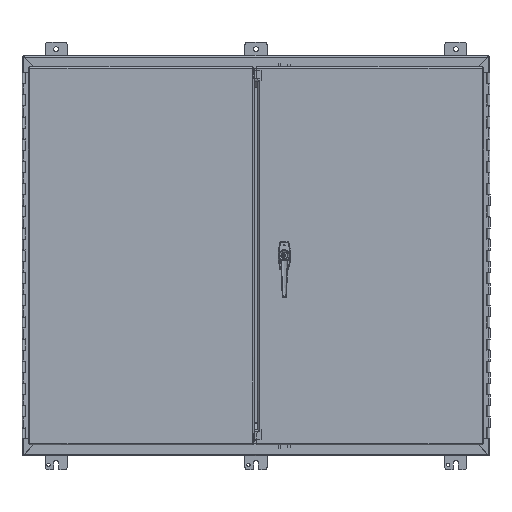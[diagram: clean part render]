
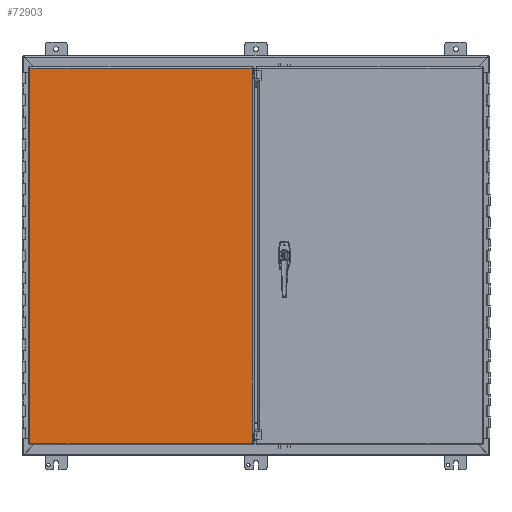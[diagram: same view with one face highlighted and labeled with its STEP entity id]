
A CAD part, top view. The second image highlights one B-rep face of the part: STEP entity #72903.
In plain terms, the highlighted face is planar.
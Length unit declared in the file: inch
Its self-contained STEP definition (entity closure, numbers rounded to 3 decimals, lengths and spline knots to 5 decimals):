
#72585=CARTESIAN_POINT('',(10.0625,-16.06255,0.));
#72586=VERTEX_POINT('',#72585);
#72663=CARTESIAN_POINT('',(10.0625,16.06255,0.));
#72664=VERTEX_POINT('',#72663);
#72665=CARTESIAN_POINT('',(10.0625,16.06255,0.));
#72666=DIRECTION('',(0.0,-1.0,0.0));
#72667=VECTOR('',#72666,32.1251);
#72668=LINE('',#72665,#72667);
#72669=EDGE_CURVE('',#72664,#72586,#72668,.T.);
#72743=CARTESIAN_POINT('',(10.0623,16.06255,0.));
#72744=VERTEX_POINT('',#72743);
#72745=CARTESIAN_POINT('',(10.0623,16.06255,0.));
#72746=DIRECTION('',(1.0,0.0,0.0));
#72747=VECTOR('',#72746,0.0002);
#72748=LINE('',#72745,#72747);
#72749=EDGE_CURVE('',#72744,#72664,#72748,.T.);
#72773=CARTESIAN_POINT('',(10.09375,16.06275,0.));
#72774=VERTEX_POINT('',#72773);
#72775=CARTESIAN_POINT('',(10.0623,16.06275,0.));
#72776=VERTEX_POINT('',#72775);
#72777=CARTESIAN_POINT('',(10.09375,16.06275,0.));
#72778=DIRECTION('',(-1.0,0.0,0.0));
#72779=VECTOR('',#72778,0.03145);
#72780=LINE('',#72777,#72779);
#72781=EDGE_CURVE('',#72774,#72776,#72780,.T.);
#72813=CARTESIAN_POINT('',(10.0623,16.06275,0.));
#72814=DIRECTION('',(0.0,-1.0,0.0));
#72815=VECTOR('',#72814,0.0002);
#72816=LINE('',#72813,#72815);
#72817=EDGE_CURVE('',#72776,#72744,#72816,.T.);
#72830=CARTESIAN_POINT('',(0.0,0.0,0.));
#72831=DIRECTION('',(0.0,0.0,1.0));
#72832=DIRECTION('',(1.0,0.0,0.0));
#72833=AXIS2_PLACEMENT_3D('',#72830,#72831,#72832);
#72834=PLANE('',#72833);
#72835=ORIENTED_EDGE('',*,*,#72781,.T.);
#72836=ORIENTED_EDGE('',*,*,#72817,.T.);
#72837=ORIENTED_EDGE('',*,*,#72749,.T.);
#72838=ORIENTED_EDGE('',*,*,#72669,.T.);
#72839=CARTESIAN_POINT('',(10.0623,-16.06255,0.));
#72840=VERTEX_POINT('',#72839);
#72841=CARTESIAN_POINT('',(10.0625,-16.06255,0.));
#72842=DIRECTION('',(-1.0,0.0,0.0));
#72843=VECTOR('',#72842,0.0002);
#72844=LINE('',#72841,#72843);
#72845=EDGE_CURVE('',#72586,#72840,#72844,.T.);
#72846=ORIENTED_EDGE('',*,*,#72845,.T.);
#72847=CARTESIAN_POINT('',(10.0623,-16.06275,0.));
#72848=VERTEX_POINT('',#72847);
#72849=CARTESIAN_POINT('',(10.0623,-16.06255,0.));
#72850=DIRECTION('',(0.0,-1.0,0.0));
#72851=VECTOR('',#72850,0.0002);
#72852=LINE('',#72849,#72851);
#72853=EDGE_CURVE('',#72840,#72848,#72852,.T.);
#72854=ORIENTED_EDGE('',*,*,#72853,.T.);
#72855=CARTESIAN_POINT('',(10.09375,-16.06275,0.));
#72856=VERTEX_POINT('',#72855);
#72857=CARTESIAN_POINT('',(10.0623,-16.06275,0.));
#72858=DIRECTION('',(1.0,0.0,0.0));
#72859=VECTOR('',#72858,0.03145);
#72860=LINE('',#72857,#72859);
#72861=EDGE_CURVE('',#72848,#72856,#72860,.T.);
#72862=ORIENTED_EDGE('',*,*,#72861,.T.);
#72863=CARTESIAN_POINT('',(10.09375,-16.9063,0.));
#72864=VERTEX_POINT('',#72863);
#72865=CARTESIAN_POINT('',(10.09375,-16.06275,0.));
#72866=DIRECTION('',(0.0,-1.0,0.0));
#72867=VECTOR('',#72866,0.84355);
#72868=LINE('',#72865,#72867);
#72869=EDGE_CURVE('',#72856,#72864,#72868,.T.);
#72870=ORIENTED_EDGE('',*,*,#72869,.T.);
#72871=CARTESIAN_POINT('',(-9.9688,-16.9063,0.));
#72872=VERTEX_POINT('',#72871);
#72873=CARTESIAN_POINT('',(10.09375,-16.9063,0.));
#72874=DIRECTION('',(-1.0,0.0,0.0));
#72875=VECTOR('',#72874,20.06255);
#72876=LINE('',#72873,#72875);
#72877=EDGE_CURVE('',#72864,#72872,#72876,.T.);
#72878=ORIENTED_EDGE('',*,*,#72877,.T.);
#72879=CARTESIAN_POINT('',(-9.9688,16.9063,0.));
#72880=VERTEX_POINT('',#72879);
#72881=CARTESIAN_POINT('',(-9.9688,-16.9063,0.));
#72882=DIRECTION('',(0.0,1.0,0.0));
#72883=VECTOR('',#72882,33.8126);
#72884=LINE('',#72881,#72883);
#72885=EDGE_CURVE('',#72872,#72880,#72884,.T.);
#72886=ORIENTED_EDGE('',*,*,#72885,.T.);
#72887=CARTESIAN_POINT('',(10.09375,16.9063,0.));
#72888=VERTEX_POINT('',#72887);
#72889=CARTESIAN_POINT('',(-9.9688,16.9063,0.));
#72890=DIRECTION('',(1.0,0.0,0.0));
#72891=VECTOR('',#72890,20.06255);
#72892=LINE('',#72889,#72891);
#72893=EDGE_CURVE('',#72880,#72888,#72892,.T.);
#72894=ORIENTED_EDGE('',*,*,#72893,.T.);
#72895=CARTESIAN_POINT('',(10.09375,16.9063,0.));
#72896=DIRECTION('',(0.0,-1.0,0.0));
#72897=VECTOR('',#72896,0.84355);
#72898=LINE('',#72895,#72897);
#72899=EDGE_CURVE('',#72888,#72774,#72898,.T.);
#72900=ORIENTED_EDGE('',*,*,#72899,.T.);
#72901=EDGE_LOOP('',(#72835,#72836,#72837,#72838,#72846,#72854,#72862,#72870,#72878,#72886,#72894,#72900));
#72902=FACE_OUTER_BOUND('',#72901,.T.);
#72903=ADVANCED_FACE('',(#72902),#72834,.F.);
